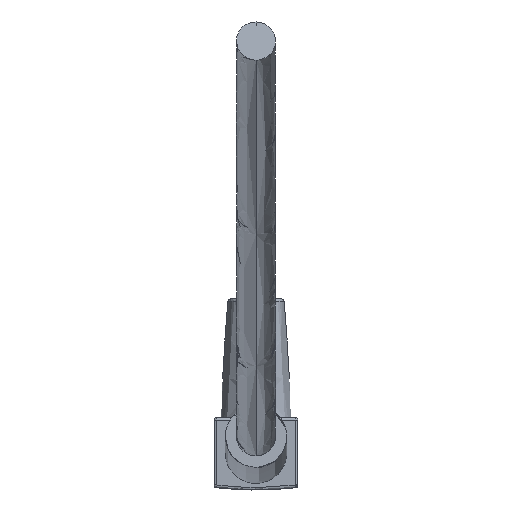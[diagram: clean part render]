
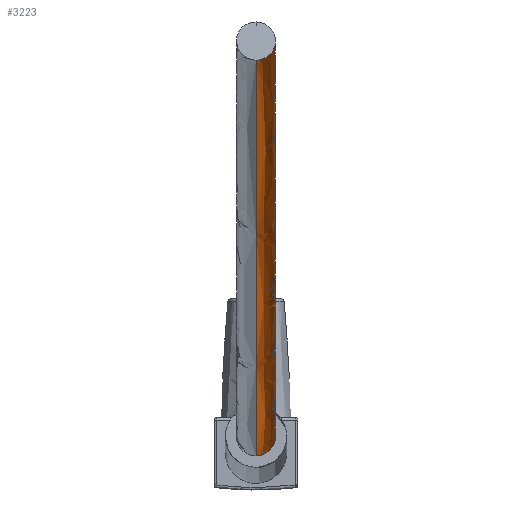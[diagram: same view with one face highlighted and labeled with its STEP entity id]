
A CAD part, left-side view. The second image highlights one B-rep face of the part: STEP entity #3223.
In plain terms, the highlighted free-form (B-spline) face has degree [3, 3] with [4, 4] control points.
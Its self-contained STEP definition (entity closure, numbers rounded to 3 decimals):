
#52 = CARTESIAN_POINT ( 'NONE',  ( 1842.669, 1441.121, 7.12 ) ) ;
#95 = CARTESIAN_POINT ( 'NONE',  ( 1903.658, 1441.121, 5.041 ) ) ;
#138 = VERTEX_POINT ( 'NONE', #775 ) ;
#407 = CARTESIAN_POINT ( 'NONE',  ( 1723.154, 1443.216, 30.743 ) ) ;
#462 = ORIENTED_EDGE ( 'NONE', *, *, #1026, .T. ) ;
#545 = CARTESIAN_POINT ( 'NONE',  ( 1903.437, 1443.555, 2.286 ) ) ;
#588 = CARTESIAN_POINT ( 'NONE',  ( 1903.658, 1443.736, 5.041 ) ) ;
#623 = B_SPLINE_CURVE_WITH_KNOTS ( 'NONE', 3,
 ( #2298, #1001, #4052, #2192, #2898, #7672, #3425, #5206, #6430, #962, #4682, #3979, #7595, #7031, #1707, #3386, #1593, #4608, #407, #5836, #1103, #7141 ),
 .UNSPECIFIED., .F., .F.,
 ( 4, 2, 2, 2, 2, 2, 2, 2, 2, 2, 4 ),
 ( 0., 0.001, 0.001, 0.001, 0.002, 0.002, 0.003, 0.003, 0.003, 0.004, 0.004 ),
 .UNSPECIFIED. ) ;
#625 = CARTESIAN_POINT ( 'NONE',  ( 1903.602, 1442.706, 4.344 ) ) ;
#701 = CARTESIAN_POINT ( 'NONE',  ( 1999.705, 1443.921, 1203.445 ) ) ;
#731 = CARTESIAN_POINT ( 'NONE',  ( 1723.756, 1441.121, 33.296 ) ) ;
#775 = CARTESIAN_POINT ( 'NONE',  ( 1903.658, 1443.921, 5.041 ) ) ;
#962 = CARTESIAN_POINT ( 'NONE',  ( 1723.519, 1442.558, 32.292 ) ) ;
#1001 = CARTESIAN_POINT ( 'NONE',  ( 1723.756, 1443.736, 33.296 ) ) ;
#1026 = EDGE_CURVE ( 'NONE', #2692, #4008, #623, .T. ) ;
#1103 = CARTESIAN_POINT ( 'NONE',  ( 1723.113, 1443.736, 30.57 ) ) ;
#1106 = CARTESIAN_POINT ( 'NONE',  ( 1903.434, 1443.921, 2.25 ) ) ;
#1175 = CARTESIAN_POINT ( 'NONE',  ( 1903.655, 1443.552, 5.004 ) ) ;
#1191 = CARTESIAN_POINT ( 'NONE',  ( 1723.756, 1443.921, 33.296 ) ) ;
#1232 = FACE_OUTER_BOUND ( 'NONE', #5410, .T. ) ;
#1355 = CARTESIAN_POINT ( 'NONE',  ( 1903.434, 1443.921, 2.25 ) ) ;
#1593 = CARTESIAN_POINT ( 'NONE',  ( 1723.222, 1442.866, 31.033 ) ) ;
#1707 = CARTESIAN_POINT ( 'NONE',  ( 1723.274, 1442.706, 31.251 ) ) ;
#1770 = CARTESIAN_POINT ( 'NONE',  ( 1903.62, 1442.866, 4.567 ) ) ;
#1810 = CARTESIAN_POINT ( 'NONE',  ( 1903.49, 1442.698, 2.942 ) ) ;
#1834 = CARTESIAN_POINT ( 'NONE',  ( 1782.951, 1441.121, 19.336 ) ) ;
#1872 = CARTESIAN_POINT ( 'NONE',  ( 1903.658, 1443.921, 5.041 ) ) ;
#2042 = AXIS2_PLACEMENT_3D ( 'NONE', #7788, #7142, #2340 ) ;
#2106 = CARTESIAN_POINT ( 'NONE',  ( 1723.756, 1443.921, 33.296 ) ) ;
#2192 = CARTESIAN_POINT ( 'NONE',  ( 1723.724, 1443.301, 33.158 ) ) ;
#2292 = CARTESIAN_POINT ( 'NONE',  ( 1903.457, 1443.068, 2.535 ) ) ;
#2298 = CARTESIAN_POINT ( 'NONE',  ( 1723.756, 1443.921, 33.296 ) ) ;
#2340 = DIRECTION ( 'NONE',  ( 0., 0., 1. ) ) ;
#2368 = CARTESIAN_POINT ( 'NONE',  ( 1903.462, 1442.996, 2.594 ) ) ;
#2370 = EDGE_CURVE ( 'NONE', #3575, #4008, #6221, .T. ) ;
#2473 = CARTESIAN_POINT ( 'NONE',  ( 1723.113, 1441.121, 30.57 ) ) ;
#2481 = B_SPLINE_CURVE_WITH_KNOTS ( 'NONE', 3,
 ( #5974, #4120, #545, #5383, #7854, #2292, #2368, #3519, #1810, #2892, #7294, #7172, #6605, #7741, #625, #2965, #1770, #4195, #5459, #1175, #588, #4233 ),
 .UNSPECIFIED., .F., .F.,
 ( 4, 2, 2, 2, 2, 2, 2, 2, 2, 2, 4 ),
 ( 0., 0.001, 0.001, 0.001, 0.002, 0.002, 0.003, 0.003, 0.003, 0.004, 0.004 ),
 .UNSPECIFIED. ) ;
#2490 = ORIENTED_EDGE ( 'NONE', *, *, #2370, .F. ) ;
#2692 = VERTEX_POINT ( 'NONE', #2106 ) ;
#2892 = CARTESIAN_POINT ( 'NONE',  ( 1903.517, 1442.558, 3.278 ) ) ;
#2898 = CARTESIAN_POINT ( 'NONE',  ( 1723.714, 1443.22, 33.116 ) ) ;
#2965 = CARTESIAN_POINT ( 'NONE',  ( 1903.614, 1442.807, 4.496 ) ) ;
#3109 = DIRECTION ( 'NONE',  ( 0., 0., 1. ) ) ;
#3140 = CARTESIAN_POINT ( 'NONE',  ( 1782.951, 1443.921, 19.336 ) ) ;
#3223 = ADVANCED_FACE ( 'NONE', ( #1232 ), #7004, .T. ) ;
#3386 = CARTESIAN_POINT ( 'NONE',  ( 1723.239, 1442.807, 31.103 ) ) ;
#3425 = CARTESIAN_POINT ( 'NONE',  ( 1723.677, 1442.996, 32.96 ) ) ;
#3519 = CARTESIAN_POINT ( 'NONE',  ( 1903.477, 1442.802, 2.787 ) ) ;
#3575 = VERTEX_POINT ( 'NONE', #1106 ) ;
#3599 = CIRCLE ( 'NONE', #4244, 1202.247 ) ;
#3979 = CARTESIAN_POINT ( 'NONE',  ( 1723.392, 1442.521, 31.753 ) ) ;
#4008 = VERTEX_POINT ( 'NONE', #6752 ) ;
#4052 = CARTESIAN_POINT ( 'NONE',  ( 1723.748, 1443.555, 33.26 ) ) ;
#4054 = EDGE_CURVE ( 'NONE', #138, #2692, #3599, .T. ) ;
#4120 = CARTESIAN_POINT ( 'NONE',  ( 1903.434, 1443.736, 2.25 ) ) ;
#4195 = CARTESIAN_POINT ( 'NONE',  ( 1903.636, 1443.06, 4.761 ) ) ;
#4215 = CARTESIAN_POINT ( 'NONE',  ( 1782.446, 1441.121, 16.578 ) ) ;
#4233 = CARTESIAN_POINT ( 'NONE',  ( 1903.658, 1443.921, 5.041 ) ) ;
#4244 = AXIS2_PLACEMENT_3D ( 'NONE', #701, #6797, #3109 ) ;
#4295 = CARTESIAN_POINT ( 'NONE',  ( 1843.034, 1443.921, 9.9 ) ) ;
#4608 = CARTESIAN_POINT ( 'NONE',  ( 1723.178, 1443.06, 30.844 ) ) ;
#4682 = CARTESIAN_POINT ( 'NONE',  ( 1723.477, 1442.521, 32.113 ) ) ;
#4788 = EDGE_CURVE ( 'NONE', #3575, #138, #2481, .T. ) ;
#4805 = CARTESIAN_POINT ( 'NONE',  ( 1782.446, 1443.921, 16.578 ) ) ;
#5206 = CARTESIAN_POINT ( 'NONE',  ( 1723.632, 1442.802, 32.771 ) ) ;
#5383 = CARTESIAN_POINT ( 'NONE',  ( 1903.446, 1443.301, 2.391 ) ) ;
#5407 = CARTESIAN_POINT ( 'NONE',  ( 1842.669, 1443.921, 7.12 ) ) ;
#5410 = EDGE_LOOP ( 'NONE', ( #6296, #6448, #462, #2490 ) ) ;
#5459 = CARTESIAN_POINT ( 'NONE',  ( 1903.644, 1443.216, 4.865 ) ) ;
#5836 = CARTESIAN_POINT ( 'NONE',  ( 1723.122, 1443.552, 30.607 ) ) ;
#5974 = CARTESIAN_POINT ( 'NONE',  ( 1903.434, 1443.921, 2.25 ) ) ;
#6221 = CIRCLE ( 'NONE', #2042, 1205.047 ) ;
#6296 = ORIENTED_EDGE ( 'NONE', *, *, #4788, .T. ) ;
#6430 = CARTESIAN_POINT ( 'NONE',  ( 1723.597, 1442.698, 32.619 ) ) ;
#6448 = ORIENTED_EDGE ( 'NONE', *, *, #4054, .T. ) ;
#6605 = CARTESIAN_POINT ( 'NONE',  ( 1903.575, 1442.557, 4.01 ) ) ;
#6625 = CARTESIAN_POINT ( 'NONE',  ( 1843.034, 1441.121, 9.9 ) ) ;
#6743 = CARTESIAN_POINT ( 'NONE',  ( 1723.113, 1443.921, 30.57 ) ) ;
#6752 = CARTESIAN_POINT ( 'NONE',  ( 1723.113, 1443.921, 30.57 ) ) ;
#6797 = DIRECTION ( 'NONE',  ( 0., 1., 0. ) ) ;
#7004 =( BOUNDED_SURFACE ( )  B_SPLINE_SURFACE ( 3, 3, ( 
 ( #1355, #5407, #4805, #6743 ),
 ( #7835, #52, #4215, #2473 ),
 ( #95, #6625, #1834, #731 ),
 ( #1872, #4295, #3140, #1191 ) ),
 .UNSPECIFIED., .F., .F., .T. ) 
 B_SPLINE_SURFACE_WITH_KNOTS ( ( 4, 4 ),
 ( 4, 4 ),
 ( 0., 1. ),
 ( 0., 1. ),
 .UNSPECIFIED. ) 
 GEOMETRIC_REPRESENTATION_ITEM ( )  RATIONAL_B_SPLINE_SURFACE ( (
 ( 1., 0.998, 0.998, 1.),
 ( 0.333, 0.333, 0.333, 0.333),
 ( 0.333, 0.333, 0.333, 0.333),
 ( 1., 0.998, 0.998, 1.) ) ) 
 REPRESENTATION_ITEM ( '' )  SURFACE ( )  );
#7031 = CARTESIAN_POINT ( 'NONE',  ( 1723.292, 1442.663, 31.329 ) ) ;
#7141 = CARTESIAN_POINT ( 'NONE',  ( 1723.113, 1443.921, 30.57 ) ) ;
#7142 = DIRECTION ( 'NONE',  ( 0., 1., 0. ) ) ;
#7172 = CARTESIAN_POINT ( 'NONE',  ( 1903.561, 1442.521, 3.83 ) ) ;
#7294 = CARTESIAN_POINT ( 'NONE',  ( 1903.531, 1442.521, 3.461 ) ) ;
#7595 = CARTESIAN_POINT ( 'NONE',  ( 1723.351, 1442.557, 31.576 ) ) ;
#7672 = CARTESIAN_POINT ( 'NONE',  ( 1723.69, 1443.068, 33.017 ) ) ;
#7741 = CARTESIAN_POINT ( 'NONE',  ( 1903.596, 1442.663, 4.264 ) ) ;
#7788 = CARTESIAN_POINT ( 'NONE',  ( 1999.705, 1443.921, 1203.445 ) ) ;
#7835 = CARTESIAN_POINT ( 'NONE',  ( 1903.434, 1441.121, 2.25 ) ) ;
#7854 = CARTESIAN_POINT ( 'NONE',  ( 1903.449, 1443.22, 2.434 ) ) ;
